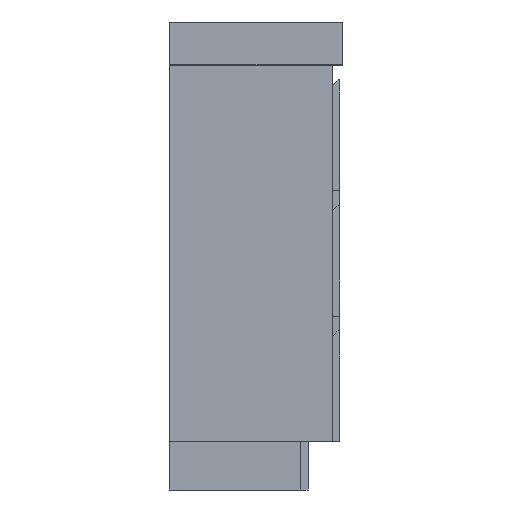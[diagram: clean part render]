
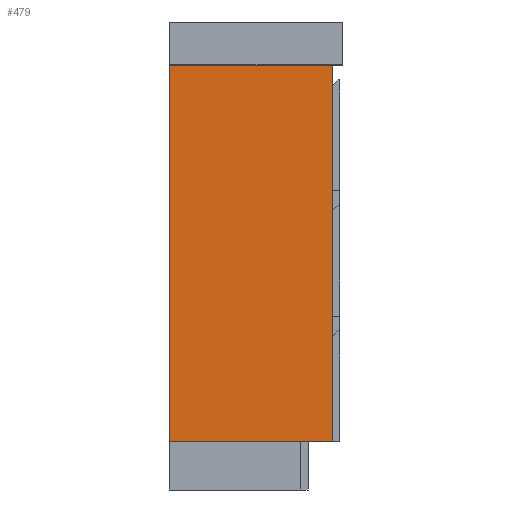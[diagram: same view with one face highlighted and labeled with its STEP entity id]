
A CAD part, left-side view. The second image highlights one B-rep face of the part: STEP entity #479.
In plain terms, the highlighted planar face has unit normal (-1, 0, 0).
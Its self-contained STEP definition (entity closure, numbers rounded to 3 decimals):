
#479=ADVANCED_FACE('',(#606),#2097,.T.);
#606=FACE_OUTER_BOUND('',#734,.T.);
#734=EDGE_LOOP('',(#1204,#1205,#1206,#1207));
#1204=ORIENTED_EDGE('',*,*,#1518,.F.);
#1205=ORIENTED_EDGE('',*,*,#1505,.T.);
#1206=ORIENTED_EDGE('',*,*,#1516,.T.);
#1207=ORIENTED_EDGE('',*,*,#1517,.F.);
#1505=EDGE_CURVE('',#1961,#1960,#1771,.T.);
#1516=EDGE_CURVE('',#1960,#1968,#1782,.T.);
#1517=EDGE_CURVE('',#1969,#1968,#1783,.T.);
#1518=EDGE_CURVE('',#1961,#1969,#1784,.T.);
#1771=B_SPLINE_CURVE_WITH_KNOTS('',1,(#3432,#3433),.UNSPECIFIED.,.F.,.F.,
(2,2),(-780.,0.),.UNSPECIFIED.);
#1782=B_SPLINE_CURVE_WITH_KNOTS('',1,(#3454,#3455),.UNSPECIFIED.,.F.,.F.,
(2,2),(-338.,0.),.UNSPECIFIED.);
#1783=B_SPLINE_CURVE_WITH_KNOTS('',1,(#3456,#3457),.UNSPECIFIED.,.F.,.F.,
(2,2),(-780.,0.),.UNSPECIFIED.);
#1784=B_SPLINE_CURVE_WITH_KNOTS('',1,(#3458,#3459),.UNSPECIFIED.,.F.,.F.,
(2,2),(-338.,0.),.UNSPECIFIED.);
#1960=VERTEX_POINT('',#3412);
#1961=VERTEX_POINT('',#3413);
#1968=VERTEX_POINT('',#3420);
#1969=VERTEX_POINT('',#3421);
#2097=PLANE('',#2348);
#2348=AXIS2_PLACEMENT_3D('',#3401,#2493,$);
#2493=DIRECTION('',(-1.,0.,0.));
#3401=CARTESIAN_POINT('',(-894.,-468.,371.8));
#3412=CARTESIAN_POINT('',(-894.,390.,338.));
#3413=CARTESIAN_POINT('',(-894.,-390.,338.));
#3420=CARTESIAN_POINT('',(-894.,390.,0.));
#3421=CARTESIAN_POINT('',(-894.,-390.,0.));
#3432=CARTESIAN_POINT('',(-894.,-390.,338.));
#3433=CARTESIAN_POINT('',(-894.,390.,338.));
#3454=CARTESIAN_POINT('',(-894.,390.,338.));
#3455=CARTESIAN_POINT('',(-894.,390.,0.));
#3456=CARTESIAN_POINT('',(-894.,-390.,0.));
#3457=CARTESIAN_POINT('',(-894.,390.,0.));
#3458=CARTESIAN_POINT('',(-894.,-390.,338.));
#3459=CARTESIAN_POINT('',(-894.,-390.,0.));
